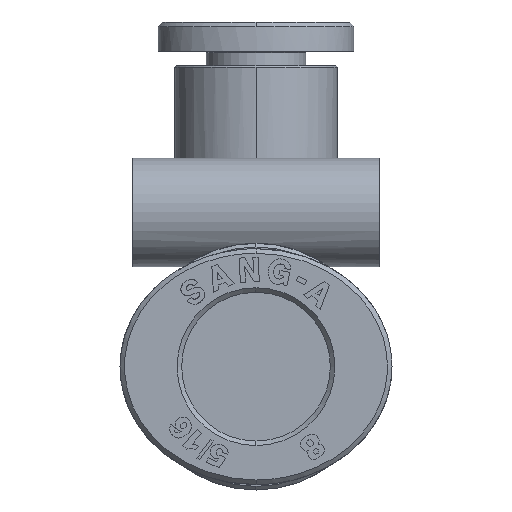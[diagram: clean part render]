
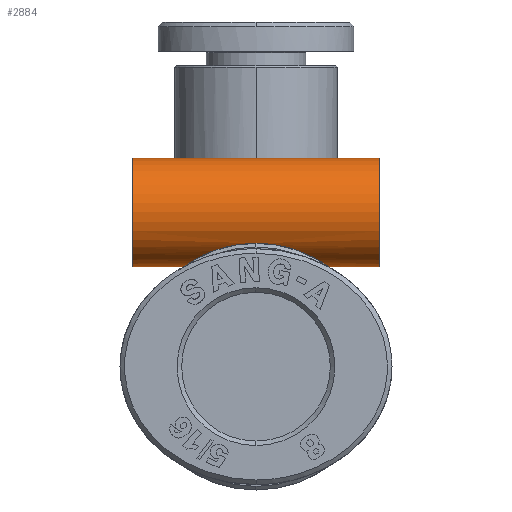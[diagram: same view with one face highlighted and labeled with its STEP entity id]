
A CAD part, left-side view. The second image highlights one B-rep face of the part: STEP entity #2884.
In plain terms, the highlighted cylindrical face has radius 3 mm (diameter 6 mm), a partial arc.
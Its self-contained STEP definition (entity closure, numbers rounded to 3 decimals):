
#1159 = VERTEX_POINT ( 'NONE', #58488 ) ;
#1217 = ORIENTED_EDGE ( 'NONE', *, *, #35748, .F. ) ;
#1671 = CARTESIAN_POINT ( 'NONE',  ( -12.172, 0., 6.75 ) ) ;
#2608 = CARTESIAN_POINT ( 'NONE',  ( -10.151, -3.954, 5.482 ) ) ;
#2884 = ADVANCED_FACE ( 'NONE', ( #50120 ), #15695, .T. ) ;
#5267 = ORIENTED_EDGE ( 'NONE', *, *, #7437, .T. ) ;
#7104 = CARTESIAN_POINT ( 'NONE',  ( -9.814, 3.999, 5.45 ) ) ;
#7107 = CARTESIAN_POINT ( 'NONE',  ( -10.777, -3.721, 5.644 ) ) ;
#7437 = EDGE_CURVE ( 'NONE', #18351, #1159, #63800, .T. ) ;
#7536 = CARTESIAN_POINT ( 'NONE',  ( -9.815, -3.999, 5.45 ) ) ;
#8014 = CARTESIAN_POINT ( 'NONE',  ( -9.7, 6.8, 5.45 ) ) ;
#8027 = CARTESIAN_POINT ( 'NONE',  ( -11.994, -1.787, 6.515 ) ) ;
#9101 = ORIENTED_EDGE ( 'NONE', *, *, #61208, .F. ) ;
#10305 = DIRECTION ( 'NONE',  ( 0., -1., 0. ) ) ;
#11577 = CARTESIAN_POINT ( 'NONE',  ( -12.172, 0.457, 6.75 ) ) ;
#11698 = DIRECTION ( 'NONE',  ( 0., 0., 1. ) ) ;
#11804 = CARTESIAN_POINT ( 'NONE',  ( -11.879, 2.207, 6.386 ) ) ;
#12085 = ORIENTED_EDGE ( 'NONE', *, *, #24378, .T. ) ;
#12420 = CARTESIAN_POINT ( 'NONE',  ( -9.7, -6.8, 8.45 ) ) ;
#12992 = CARTESIAN_POINT ( 'NONE',  ( -12.132, -0.907, 6.693 ) ) ;
#13440 = CARTESIAN_POINT ( 'NONE',  ( -11.272, -3.315, 5.89 ) ) ;
#14531 = VERTEX_POINT ( 'NONE', #68336 ) ;
#15077 = EDGE_CURVE ( 'NONE', #1159, #42539, #68684, .T. ) ;
#15695 = CYLINDRICAL_SURFACE ( 'NONE', #42712, 3. ) ;
#15701 = B_SPLINE_CURVE_WITH_KNOTS ( 'NONE', 3,
 ( #28496, #7536, #39529, #2608, #18882, #24252, #7107, #40224, #13440, #28981, #66052, #56419, #45411, #8027, #66750, #34826, #12992, #50556, #45649, #1671 ),
 .UNSPECIFIED., .F., .F.,
 ( 4, 2, 2, 2, 2, 2, 2, 2, 2, 4 ),
 ( 0.004, 0.004, 0.004, 0.005, 0.006, 0.006, 0.007, 0.008, 0.008, 0.009 ),
 .UNSPECIFIED. ) ;
#16567 = CARTESIAN_POINT ( 'NONE',  ( -11.631, 2.798, 6.151 ) ) ;
#17181 = VECTOR ( 'NONE', #19343, 1000. ) ;
#17854 = ORIENTED_EDGE ( 'NONE', *, *, #44555, .F. ) ;
#18351 = VERTEX_POINT ( 'NONE', #58871 ) ;
#18882 = CARTESIAN_POINT ( 'NONE',  ( -10.262, -3.928, 5.501 ) ) ;
#19343 = DIRECTION ( 'NONE',  ( 0., 1., 0. ) ) ;
#19736 = ORIENTED_EDGE ( 'NONE', *, *, #15077, .T. ) ;
#20906 = CARTESIAN_POINT ( 'NONE',  ( -9.7, 6.8, 8.45 ) ) ;
#21942 = CARTESIAN_POINT ( 'NONE',  ( -11.271, 3.316, 5.89 ) ) ;
#23910 = LINE ( 'NONE', #56433, #17181 ) ;
#24252 = CARTESIAN_POINT ( 'NONE',  ( -10.581, -3.823, 5.574 ) ) ;
#24378 = EDGE_CURVE ( 'NONE', #14531, #18351, #31193, .T. ) ;
#26587 = LINE ( 'NONE', #66076, #61887 ) ;
#28496 = CARTESIAN_POINT ( 'NONE',  ( -9.7, -3.999, 5.45 ) ) ;
#28734 = CARTESIAN_POINT ( 'NONE',  ( -11.12, 3.469, 5.801 ) ) ;
#28918 = CARTESIAN_POINT ( 'NONE',  ( -9.7, 0., 11.45 ) ) ;
#28980 = CARTESIAN_POINT ( 'NONE',  ( -10.578, 3.824, 5.573 ) ) ;
#28981 = CARTESIAN_POINT ( 'NONE',  ( -11.526, -2.98, 6.065 ) ) ;
#31193 = CIRCLE ( 'NONE', #58787, 3. ) ;
#34524 = CARTESIAN_POINT ( 'NONE',  ( -9.7, 3.999, 5.45 ) ) ;
#34826 = CARTESIAN_POINT ( 'NONE',  ( -12.107, -1.132, 6.659 ) ) ;
#35748 = EDGE_CURVE ( 'NONE', #65402, #61779, #39313, .T. ) ;
#38431 = DIRECTION ( 'NONE',  ( 0., 1., 0. ) ) ;
#38820 = AXIS2_PLACEMENT_3D ( 'NONE', #20906, #10305, #47916 ) ;
#39078 = CARTESIAN_POINT ( 'NONE',  ( -10.262, 3.928, 5.501 ) ) ;
#39313 = B_SPLINE_CURVE_WITH_KNOTS ( 'NONE', 3,
 ( #43803, #11577, #54563, #65816, #44031, #11804, #43340, #16567, #54108, #21942, #28734, #55947, #28980, #39078, #61336, #50552, #7104, #39997 ),
 .UNSPECIFIED., .F., .F.,
 ( 4, 2, 2, 2, 2, 2, 2, 2, 4 ),
 ( 0.009, 0.01, 0.011, 0.012, 0.012, 0.013, 0.014, 0.014, 0.015 ),
 .UNSPECIFIED. ) ;
#39529 = CARTESIAN_POINT ( 'NONE',  ( -9.928, -3.99, 5.457 ) ) ;
#39997 = CARTESIAN_POINT ( 'NONE',  ( -9.7, 3.999, 5.45 ) ) ;
#40224 = CARTESIAN_POINT ( 'NONE',  ( -11.122, -3.467, 5.802 ) ) ;
#40328 = VECTOR ( 'NONE', #60590, 1000. ) ;
#41253 = CARTESIAN_POINT ( 'NONE',  ( -9.7, -3.999, 5.45 ) ) ;
#42539 = VERTEX_POINT ( 'NONE', #8014 ) ;
#42712 = AXIS2_PLACEMENT_3D ( 'NONE', #49465, #55113, #49937 ) ;
#43340 = CARTESIAN_POINT ( 'NONE',  ( -11.808, 2.409, 6.312 ) ) ;
#43803 = CARTESIAN_POINT ( 'NONE',  ( -12.172, 0., 6.75 ) ) ;
#44031 = CARTESIAN_POINT ( 'NONE',  ( -11.994, 1.788, 6.514 ) ) ;
#44555 = EDGE_CURVE ( 'NONE', #66629, #65402, #15701, .T. ) ;
#44846 = DIRECTION ( 'NONE',  ( 0., 1., 0. ) ) ;
#45411 = CARTESIAN_POINT ( 'NONE',  ( -11.879, -2.205, 6.386 ) ) ;
#45649 = CARTESIAN_POINT ( 'NONE',  ( -12.172, -0.228, 6.75 ) ) ;
#47916 = DIRECTION ( 'NONE',  ( 0., 0., 1. ) ) ;
#48219 = EDGE_LOOP ( 'NONE', ( #9101, #12085, #5267, #19736, #65306, #1217, #17854 ) ) ;
#49465 = CARTESIAN_POINT ( 'NONE',  ( -9.7, 0., 8.45 ) ) ;
#49937 = DIRECTION ( 'NONE',  ( 0., 0., 1. ) ) ;
#50120 = FACE_OUTER_BOUND ( 'NONE', #48219, .T. ) ;
#50552 = CARTESIAN_POINT ( 'NONE',  ( -9.93, 3.99, 5.457 ) ) ;
#50556 = CARTESIAN_POINT ( 'NONE',  ( -12.164, -0.456, 6.739 ) ) ;
#54108 = CARTESIAN_POINT ( 'NONE',  ( -11.525, 2.982, 6.064 ) ) ;
#54563 = CARTESIAN_POINT ( 'NONE',  ( -12.142, 0.907, 6.704 ) ) ;
#55113 = DIRECTION ( 'NONE',  ( 0., 1., 0. ) ) ;
#55947 = CARTESIAN_POINT ( 'NONE',  ( -10.776, 3.721, 5.643 ) ) ;
#55953 = CARTESIAN_POINT ( 'NONE',  ( -12.172, 0., 6.75 ) ) ;
#56419 = CARTESIAN_POINT ( 'NONE',  ( -11.808, -2.41, 6.312 ) ) ;
#56433 = CARTESIAN_POINT ( 'NONE',  ( -9.7, 0., 5.45 ) ) ;
#58488 = CARTESIAN_POINT ( 'NONE',  ( -9.7, 6.8, 11.45 ) ) ;
#58787 = AXIS2_PLACEMENT_3D ( 'NONE', #12420, #44846, #11698 ) ;
#58871 = CARTESIAN_POINT ( 'NONE',  ( -9.7, -6.8, 11.45 ) ) ;
#60590 = DIRECTION ( 'NONE',  ( 0., 1., 0. ) ) ;
#61208 = EDGE_CURVE ( 'NONE', #14531, #66629, #26587, .T. ) ;
#61336 = CARTESIAN_POINT ( 'NONE',  ( -10.154, 3.954, 5.482 ) ) ;
#61779 = VERTEX_POINT ( 'NONE', #34524 ) ;
#61887 = VECTOR ( 'NONE', #38431, 1000. ) ;
#62326 = EDGE_CURVE ( 'NONE', #61779, #42539, #23910, .T. ) ;
#63800 = LINE ( 'NONE', #28918, #40328 ) ;
#65306 = ORIENTED_EDGE ( 'NONE', *, *, #62326, .F. ) ;
#65402 = VERTEX_POINT ( 'NONE', #55953 ) ;
#65816 = CARTESIAN_POINT ( 'NONE',  ( -12.039, 1.57, 6.57 ) ) ;
#66052 = CARTESIAN_POINT ( 'NONE',  ( -11.631, -2.798, 6.151 ) ) ;
#66076 = CARTESIAN_POINT ( 'NONE',  ( -9.7, 0., 5.45 ) ) ;
#66629 = VERTEX_POINT ( 'NONE', #41253 ) ;
#66750 = CARTESIAN_POINT ( 'NONE',  ( -12.038, -1.572, 6.57 ) ) ;
#68336 = CARTESIAN_POINT ( 'NONE',  ( -9.7, -6.8, 5.45 ) ) ;
#68684 = CIRCLE ( 'NONE', #38820, 3. ) ;
